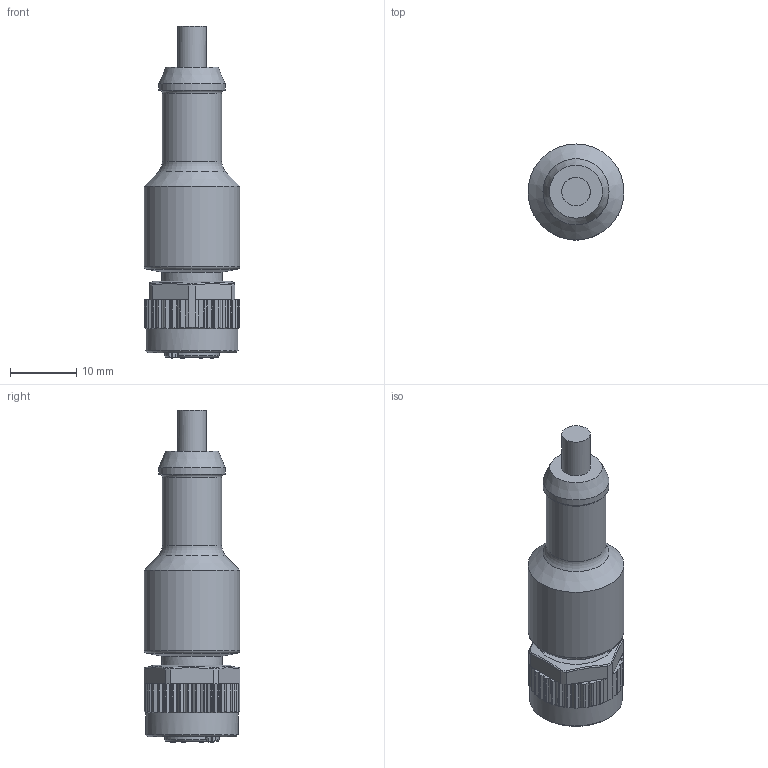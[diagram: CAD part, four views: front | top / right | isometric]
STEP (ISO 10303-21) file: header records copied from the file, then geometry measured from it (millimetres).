
FILE_DESCRIPTION(('FreeCAD Model'),'2;1');
FILE_NAME('R-FS4TZ-T66X.stp','2017-12-11T09:58:00',('CM'),( 'HTM Sensors'),'Open CASCADE STEP processor 6.8','FreeCAD','Unknown' );
FILE_SCHEMA(('CONFIG_CONTROL_DESIGN','SHAPE_APPEARANCE_LAYER_MIM'));
Length unit declared in the file: millimetre
Products named in the file (2): ASSEMBLY; R-FS4TZ-T66X
Assembly tree (1 placements, depth 2):
  ASSEMBLY
    R-FS4TZ-T66X
Bounding box: 14.5 x 14.5 x 50.2 mm (x, y, z)
Volume: 4796.6 mm3; surface area: 2919.8 mm2
Topology: 1 solids, 1 shells, 360 faces, 933 edges, 594 vertices
Faces by surface type: plane 175, cylinder 114, cone 37, extrusion 16, torus 11, bspline 7
Full cylindrical faces by diameter (mm): 1.1 x5, 1.6 x5, 4.3 x1, 8.2 x1, 9 x1, 9.2 x1, 10 x1, 11.1 x1, 12.4 x1, 14 x1, 14.5 x1
Entity records: 44505 total; most frequent: CARTESIAN_POINT 27982, DIRECTION 2408, ORIENTED_EDGE 1866, PCURVE 1866, DEFINITIONAL_REPRESENTATION 1866, B_SPLINE_CURVE_WITH_KNOTS 1264, VECTOR 1087, LINE 1071
